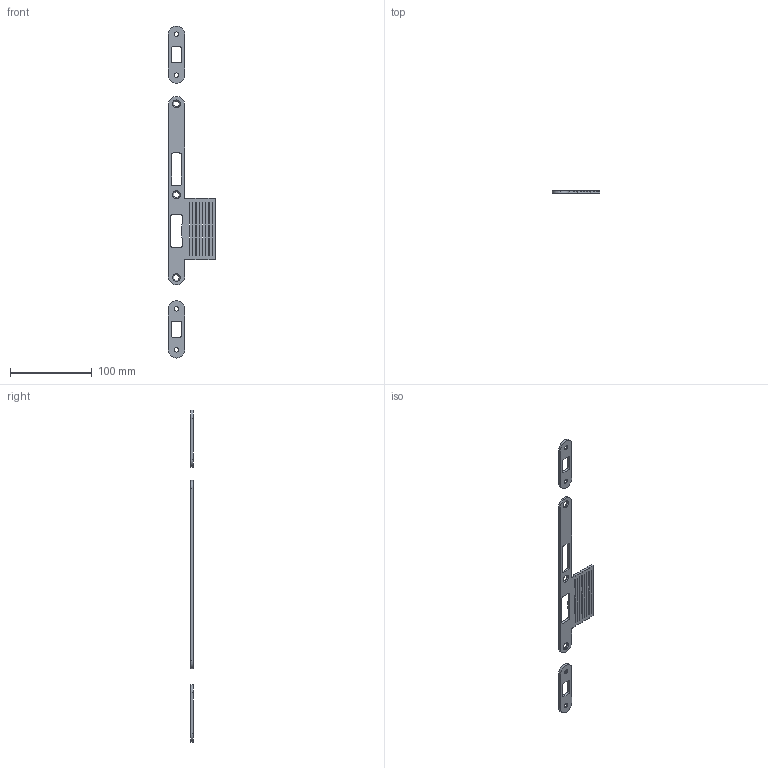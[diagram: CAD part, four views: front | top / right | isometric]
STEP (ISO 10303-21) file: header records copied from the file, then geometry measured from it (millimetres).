
FILE_DESCRIPTION (( 'STEP AP214' ), '1' );
FILE_NAME ('D001106234-000.STEP', '2022-11-09T08:57:00', ( '' ), ( '' ), 'SwSTEP 2.0', 'SolidWorks 2021', '' );
FILE_SCHEMA (( 'AUTOMOTIVE_DESIGN' ));
Length unit declared in the file: millimetre
Products named in the file (3): D001106234-000; D001106194-000_D001106194-001; D001106228-000_D001106228-001
Assembly tree (3 placements, depth 2):
  D001106234-000
    D001106228-000_D001106228-001
    D001106194-000_D001106194-001  x2
Bounding box: 58 x 3.56 x 405.2 mm (x, y, z)
Volume: 24135.5 mm3; surface area: 23246.5 mm2
Topology: 3 solids, 3 shells, 236 faces, 670 edges, 440 vertices
Faces by surface type: plane 113, cylinder 103, cone 20
Entity records: 7176 total; most frequent: DIRECTION 1242, CARTESIAN_POINT 1226, ORIENTED_EDGE 1216, EDGE_CURVE 608, AXIS2_PLACEMENT_3D 416, LINE 410, VECTOR 410, VERTEX_POINT 400
